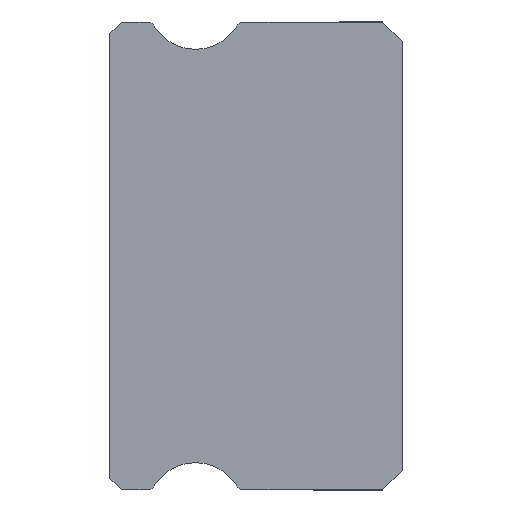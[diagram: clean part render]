
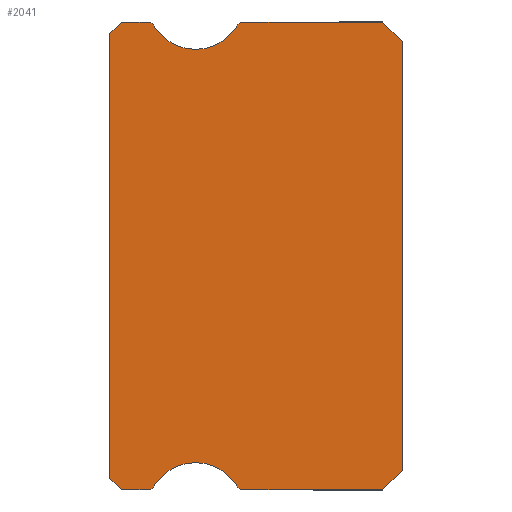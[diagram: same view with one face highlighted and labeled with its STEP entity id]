
A CAD part, left-side view. The second image highlights one B-rep face of the part: STEP entity #2041.
In plain terms, the highlighted planar face has unit normal (-1, 0, 0).
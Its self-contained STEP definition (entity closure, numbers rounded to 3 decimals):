
#6 = CARTESIAN_POINT ( 'NONE',  ( -15., 0.5, 6. ) ) ;
#28 = DIRECTION ( 'NONE',  ( 0., -1., 0. ) ) ;
#30 = AXIS2_PLACEMENT_3D ( 'NONE', #589, #1543, #422 ) ;
#36 = DIRECTION ( 'NONE',  ( 0., 0., -1. ) ) ;
#57 = EDGE_CURVE ( 'NONE', #1844, #1944, #503, .T. ) ;
#65 = VECTOR ( 'NONE', #1124, 1000. ) ;
#91 = DIRECTION ( 'NONE',  ( 0., 0., 1. ) ) ;
#115 = DIRECTION ( 'NONE',  ( 0., 0., 1. ) ) ;
#133 = AXIS2_PLACEMENT_3D ( 'NONE', #1476, #1026, #36 ) ;
#136 = EDGE_CURVE ( 'NONE', #688, #590, #858, .T. ) ;
#146 = CARTESIAN_POINT ( 'NONE',  ( -15., 6.383, 5.925 ) ) ;
#192 = CARTESIAN_POINT ( 'NONE',  ( -15., 7.5, 5.7 ) ) ;
#199 = CIRCLE ( 'NONE', #1856, 0.15 ) ;
#206 = CIRCLE ( 'NONE', #925, 0.15 ) ;
#210 = CARTESIAN_POINT ( 'NONE',  ( -15., 4.217, -5.925 ) ) ;
#221 = CARTESIAN_POINT ( 'NONE',  ( -15., 4.088, 6. ) ) ;
#231 = ORIENTED_EDGE ( 'NONE', *, *, #1107, .F. ) ;
#237 = AXIS2_PLACEMENT_3D ( 'NONE', #423, #1524, #886 ) ;
#242 = ORIENTED_EDGE ( 'NONE', *, *, #1832, .T. ) ;
#254 = EDGE_CURVE ( 'NONE', #691, #1804, #877, .T. ) ;
#282 = PLANE ( 'NONE',  #237 ) ;
#301 = VECTOR ( 'NONE', #1928, 1000. ) ;
#303 = ORIENTED_EDGE ( 'NONE', *, *, #2034, .F. ) ;
#313 = CARTESIAN_POINT ( 'NONE',  ( -15., 7.2, -6. ) ) ;
#324 = DIRECTION ( 'NONE',  ( 1., 0., 0. ) ) ;
#342 = ORIENTED_EDGE ( 'NONE', *, *, #1867, .F. ) ;
#343 = CARTESIAN_POINT ( 'NONE',  ( -15., 0., 5.5 ) ) ;
#345 = DIRECTION ( 'NONE',  ( 0., -0.707, -0.707 ) ) ;
#347 = CARTESIAN_POINT ( 'NONE',  ( -15., 6.512, 5.85 ) ) ;
#350 = CARTESIAN_POINT ( 'NONE',  ( -15., 5.3, 5.3 ) ) ;
#353 = EDGE_CURVE ( 'NONE', #1573, #1273, #791, .T. ) ;
#373 = DIRECTION ( 'NONE',  ( 0., 0., -1. ) ) ;
#417 = VERTEX_POINT ( 'NONE', #343 ) ;
#422 = DIRECTION ( 'NONE',  ( 0., 0., -1. ) ) ;
#423 = CARTESIAN_POINT ( 'NONE',  ( -15., 6.512, 5.85 ) ) ;
#455 = CARTESIAN_POINT ( 'NONE',  ( -15., 7.5, 5.85 ) ) ;
#458 = ORIENTED_EDGE ( 'NONE', *, *, #136, .F. ) ;
#487 = CARTESIAN_POINT ( 'NONE',  ( -15., 7.5, 5.7 ) ) ;
#492 = LINE ( 'NONE', #6, #65 ) ;
#495 = ORIENTED_EDGE ( 'NONE', *, *, #683, .F. ) ;
#497 = LINE ( 'NONE', #953, #1386 ) ;
#503 = LINE ( 'NONE', #313, #933 ) ;
#531 = CIRCLE ( 'NONE', #1691, 1.25 ) ;
#542 = ORIENTED_EDGE ( 'NONE', *, *, #1414, .F. ) ;
#543 = CARTESIAN_POINT ( 'NONE',  ( -15., 6.512, 6. ) ) ;
#570 = AXIS2_PLACEMENT_3D ( 'NONE', #682, #1161, #373 ) ;
#586 = LINE ( 'NONE', #1075, #1724 ) ;
#589 = CARTESIAN_POINT ( 'NONE',  ( -15., 5.3, -6.55 ) ) ;
#590 = VERTEX_POINT ( 'NONE', #1784 ) ;
#595 = EDGE_CURVE ( 'NONE', #1559, #2031, #1101, .T. ) ;
#601 = CIRCLE ( 'NONE', #570, 0.15 ) ;
#641 = EDGE_CURVE ( 'NONE', #2031, #688, #1466, .T. ) ;
#668 = LINE ( 'NONE', #1567, #1352 ) ;
#678 = DIRECTION ( 'NONE',  ( 0., 0., -1. ) ) ;
#682 = CARTESIAN_POINT ( 'NONE',  ( -15., 4.088, -5.85 ) ) ;
#683 = EDGE_CURVE ( 'NONE', #1131, #1573, #601, .T. ) ;
#688 = VERTEX_POINT ( 'NONE', #221 ) ;
#690 = CARTESIAN_POINT ( 'NONE',  ( -15., 4.088, 5.85 ) ) ;
#691 = VERTEX_POINT ( 'NONE', #1323 ) ;
#693 = CARTESIAN_POINT ( 'NONE',  ( -15., 0., -5.5 ) ) ;
#701 = DIRECTION ( 'NONE',  ( 1., 0., 0. ) ) ;
#765 = EDGE_CURVE ( 'NONE', #691, #417, #586, .T. ) ;
#783 = CARTESIAN_POINT ( 'NONE',  ( -15., 0.5, -6. ) ) ;
#791 = CIRCLE ( 'NONE', #30, 1.25 ) ;
#795 = CARTESIAN_POINT ( 'NONE',  ( -15., 4.088, -6. ) ) ;
#806 = CARTESIAN_POINT ( 'NONE',  ( -15., 7.5, -5.7 ) ) ;
#831 = LINE ( 'NONE', #1285, #301 ) ;
#853 = DIRECTION ( 'NONE',  ( 1., 0., 0. ) ) ;
#858 = LINE ( 'NONE', #543, #1901 ) ;
#874 = ORIENTED_EDGE ( 'NONE', *, *, #1737, .F. ) ;
#877 = LINE ( 'NONE', #693, #1171 ) ;
#886 = DIRECTION ( 'NONE',  ( 0., 0., -1. ) ) ;
#909 = CARTESIAN_POINT ( 'NONE',  ( -15., 6.512, 6. ) ) ;
#917 = FACE_OUTER_BOUND ( 'NONE', #1981, .T. ) ;
#925 = AXIS2_PLACEMENT_3D ( 'NONE', #347, #324, #947 ) ;
#933 = VECTOR ( 'NONE', #345, 1000. ) ;
#947 = DIRECTION ( 'NONE',  ( 0., 0., -1. ) ) ;
#953 = CARTESIAN_POINT ( 'NONE',  ( -15., 6.512, -6. ) ) ;
#955 = ORIENTED_EDGE ( 'NONE', *, *, #254, .F. ) ;
#1015 = DIRECTION ( 'NONE',  ( -1., 0., 0. ) ) ;
#1026 = DIRECTION ( 'NONE',  ( -1., 0., 0. ) ) ;
#1075 = CARTESIAN_POINT ( 'NONE',  ( -15., 0., 5.5 ) ) ;
#1101 = CIRCLE ( 'NONE', #133, 1.25 ) ;
#1107 = EDGE_CURVE ( 'NONE', #1273, #1893, #199, .T. ) ;
#1124 = DIRECTION ( 'NONE',  ( 0., -0.707, -0.707 ) ) ;
#1131 = VERTEX_POINT ( 'NONE', #795 ) ;
#1143 = EDGE_CURVE ( 'NONE', #1540, #1368, #1254, .T. ) ;
#1160 = VECTOR ( 'NONE', #91, 1000. ) ;
#1161 = DIRECTION ( 'NONE',  ( 1., 0., 0. ) ) ;
#1171 = VECTOR ( 'NONE', #1786, 1000. ) ;
#1176 = DIRECTION ( 'NONE',  ( 0., -1., 0. ) ) ;
#1234 = EDGE_CURVE ( 'NONE', #1944, #1893, #668, .T. ) ;
#1240 = VERTEX_POINT ( 'NONE', #146 ) ;
#1254 = LINE ( 'NONE', #192, #1419 ) ;
#1262 = ORIENTED_EDGE ( 'NONE', *, *, #353, .F. ) ;
#1265 = EDGE_CURVE ( 'NONE', #1240, #1559, #531, .T. ) ;
#1273 = VERTEX_POINT ( 'NONE', #1480 ) ;
#1285 = CARTESIAN_POINT ( 'NONE',  ( -15., 7.2, 6. ) ) ;
#1315 = ORIENTED_EDGE ( 'NONE', *, *, #1143, .T. ) ;
#1323 = CARTESIAN_POINT ( 'NONE',  ( -15., 0., -5.5 ) ) ;
#1329 = CARTESIAN_POINT ( 'NONE',  ( -15., 7.2, -6. ) ) ;
#1339 = CARTESIAN_POINT ( 'NONE',  ( -15., 5.3, 6.55 ) ) ;
#1352 = VECTOR ( 'NONE', #28, 1000. ) ;
#1368 = VERTEX_POINT ( 'NONE', #487 ) ;
#1386 = VECTOR ( 'NONE', #1583, 1000. ) ;
#1392 = ORIENTED_EDGE ( 'NONE', *, *, #765, .T. ) ;
#1414 = EDGE_CURVE ( 'NONE', #1804, #1131, #497, .T. ) ;
#1419 = VECTOR ( 'NONE', #1435, 1000. ) ;
#1435 = DIRECTION ( 'NONE',  ( 0., 0.707, -0.707 ) ) ;
#1466 = CIRCLE ( 'NONE', #1666, 0.15 ) ;
#1476 = CARTESIAN_POINT ( 'NONE',  ( -15., 5.3, 6.55 ) ) ;
#1480 = CARTESIAN_POINT ( 'NONE',  ( -15., 6.383, -5.925 ) ) ;
#1481 = CARTESIAN_POINT ( 'NONE',  ( -15., 6.512, -5.85 ) ) ;
#1490 = DIRECTION ( 'NONE',  ( 0., 0., -1. ) ) ;
#1492 = DIRECTION ( 'NONE',  ( 0., 0., -1. ) ) ;
#1524 = DIRECTION ( 'NONE',  ( 1., 0., 0. ) ) ;
#1540 = VERTEX_POINT ( 'NONE', #1625 ) ;
#1543 = DIRECTION ( 'NONE',  ( -1., 0., 0. ) ) ;
#1559 = VERTEX_POINT ( 'NONE', #350 ) ;
#1567 = CARTESIAN_POINT ( 'NONE',  ( -15., 6.512, -6. ) ) ;
#1569 = ORIENTED_EDGE ( 'NONE', *, *, #641, .F. ) ;
#1573 = VERTEX_POINT ( 'NONE', #210 ) ;
#1583 = DIRECTION ( 'NONE',  ( 0., 1., 0. ) ) ;
#1625 = CARTESIAN_POINT ( 'NONE',  ( -15., 7.2, 6. ) ) ;
#1653 = CARTESIAN_POINT ( 'NONE',  ( -15., 6.512, -6. ) ) ;
#1666 = AXIS2_PLACEMENT_3D ( 'NONE', #690, #701, #1492 ) ;
#1691 = AXIS2_PLACEMENT_3D ( 'NONE', #1339, #1015, #678 ) ;
#1724 = VECTOR ( 'NONE', #115, 1000. ) ;
#1737 = EDGE_CURVE ( 'NONE', #2065, #1240, #206, .T. ) ;
#1754 = ORIENTED_EDGE ( 'NONE', *, *, #57, .T. ) ;
#1784 = CARTESIAN_POINT ( 'NONE',  ( -15., 0.5, 6. ) ) ;
#1786 = DIRECTION ( 'NONE',  ( 0., 0.707, -0.707 ) ) ;
#1804 = VERTEX_POINT ( 'NONE', #783 ) ;
#1832 = EDGE_CURVE ( 'NONE', #2065, #1540, #831, .T. ) ;
#1844 = VERTEX_POINT ( 'NONE', #806 ) ;
#1850 = LINE ( 'NONE', #455, #1160 ) ;
#1856 = AXIS2_PLACEMENT_3D ( 'NONE', #1481, #853, #1490 ) ;
#1862 = ORIENTED_EDGE ( 'NONE', *, *, #1265, .F. ) ;
#1867 = EDGE_CURVE ( 'NONE', #590, #417, #492, .T. ) ;
#1880 = CARTESIAN_POINT ( 'NONE',  ( -15., 4.217, 5.925 ) ) ;
#1893 = VERTEX_POINT ( 'NONE', #1653 ) ;
#1901 = VECTOR ( 'NONE', #1176, 1000. ) ;
#1928 = DIRECTION ( 'NONE',  ( 0., 1., 0. ) ) ;
#1944 = VERTEX_POINT ( 'NONE', #1329 ) ;
#1981 = EDGE_LOOP ( 'NONE', ( #1315, #303, #1754, #1983, #231, #1262, #495, #542, #955, #1392, #342, #458, #1569, #1990, #1862, #874, #242 ) ) ;
#1983 = ORIENTED_EDGE ( 'NONE', *, *, #1234, .T. ) ;
#1990 = ORIENTED_EDGE ( 'NONE', *, *, #595, .F. ) ;
#2031 = VERTEX_POINT ( 'NONE', #1880 ) ;
#2034 = EDGE_CURVE ( 'NONE', #1844, #1368, #1850, .T. ) ;
#2041 = ADVANCED_FACE ( 'NONE', ( #917 ), #282, .F. ) ;
#2065 = VERTEX_POINT ( 'NONE', #909 ) ;
